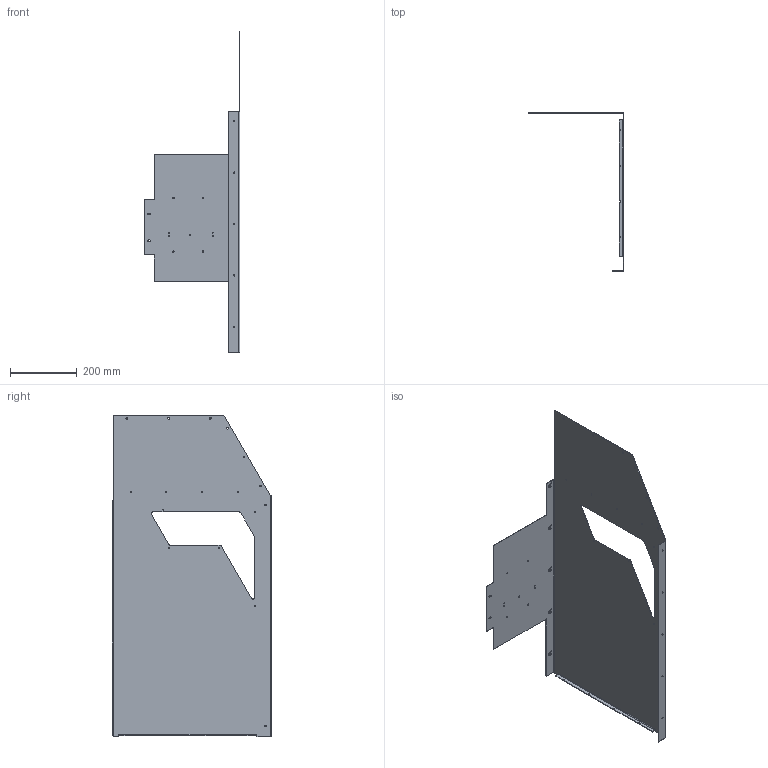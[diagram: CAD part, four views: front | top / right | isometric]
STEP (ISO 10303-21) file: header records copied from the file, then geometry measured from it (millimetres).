
FILE_DESCRIPTION(('FreeCAD Model'),'2;1');
FILE_NAME('panel_-_left.step','2019-10-08T11:25:17',('Author'),(''), 'Open CASCADE STEP processor 7.3','FreeCAD','Unknown');
FILE_SCHEMA(('AUTOMOTIVE_DESIGN { 1 0 10303 214 1 1 1 1 }'));
Length unit declared in the file: millimetre
Products named in the file (1): Fillet001
Bounding box: 287 x 477 x 963.5 mm (x, y, z)
Volume: 1080780.8 mm3; surface area: 1091364.6 mm2
Topology: 1 solids, 1 shells, 164 faces, 466 edges, 304 vertices
Faces by surface type: plane 95, cylinder 69
Full cylindrical faces by diameter (mm): 3.2 x13, 4.2 x15, 5 x6
Entity records: 11682 total; most frequent: CARTESIAN_POINT 2488, DIRECTION 1645, LINE 981, VECTOR 981, ORIENTED_EDGE 932, PCURVE 932, DEFINITIONAL_REPRESENTATION 932, EDGE_CURVE 466
